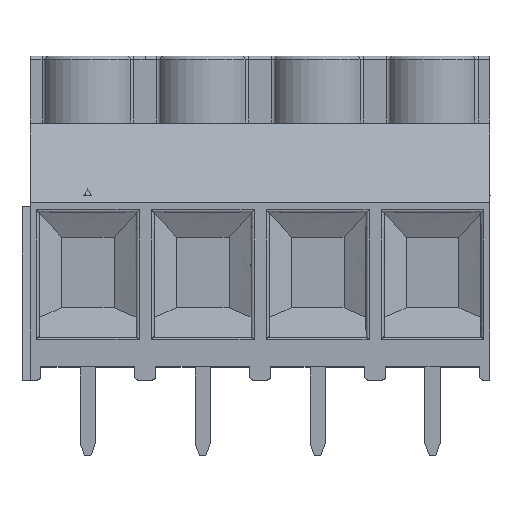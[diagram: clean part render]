
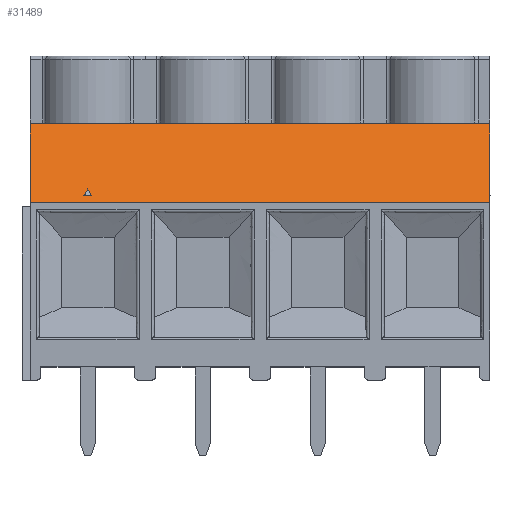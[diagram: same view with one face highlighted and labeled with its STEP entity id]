
A CAD part, top view. The second image highlights one B-rep face of the part: STEP entity #31489.
In plain terms, the highlighted planar face has unit normal (0, 0.454, 0.891).
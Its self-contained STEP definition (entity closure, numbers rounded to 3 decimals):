
#1041 = DIRECTION ( 'NONE',  ( 0., 0.891, -0.454 ) ) ;
#1189 = VERTEX_POINT ( 'NONE', #2502 ) ;
#1373 = CARTESIAN_POINT ( 'NONE',  ( 30.48, 17., 9.5 ) ) ;
#1993 = VECTOR ( 'NONE', #24665, 1000. ) ;
#2428 = ORIENTED_EDGE ( 'NONE', *, *, #29950, .F. ) ;
#2502 = CARTESIAN_POINT ( 'NONE',  ( 0., 11.8, 12.15 ) ) ;
#2565 = LINE ( 'NONE', #20346, #29596 ) ;
#5279 = VECTOR ( 'NONE', #25465, 1000. ) ;
#5526 = EDGE_LOOP ( 'NONE', ( #14827, #17170, #25064, #28262 ) ) ;
#7016 = LINE ( 'NONE', #14587, #1993 ) ;
#7904 = VECTOR ( 'NONE', #20206, 1000. ) ;
#8379 = FACE_OUTER_BOUND ( 'NONE', #5526, .T. ) ;
#8842 = EDGE_CURVE ( 'NONE', #11841, #17836, #7016, .T. ) ;
#9213 = DIRECTION ( 'NONE',  ( -1., 0., 0. ) ) ;
#9553 = LINE ( 'NONE', #17206, #24335 ) ;
#9835 = DIRECTION ( 'NONE',  ( 0., -0.891, 0.454 ) ) ;
#10195 = ORIENTED_EDGE ( 'NONE', *, *, #31173, .F. ) ;
#11279 = CARTESIAN_POINT ( 'NONE',  ( 3.56, 12.245, 11.923 ) ) ;
#11701 = EDGE_CURVE ( 'NONE', #16707, #1189, #28287, .T. ) ;
#11841 = VERTEX_POINT ( 'NONE', #21991 ) ;
#12163 = EDGE_CURVE ( 'NONE', #22910, #1189, #22558, .T. ) ;
#13801 = AXIS2_PLACEMENT_3D ( 'NONE', #1373, #26526, #1041 ) ;
#14132 = VECTOR ( 'NONE', #9213, 1000. ) ;
#14181 = ORIENTED_EDGE ( 'NONE', *, *, #8842, .F. ) ;
#14587 = CARTESIAN_POINT ( 'NONE',  ( 4.06, 12.245, 11.923 ) ) ;
#14827 = ORIENTED_EDGE ( 'NONE', *, *, #12163, .T. ) ;
#15596 = CARTESIAN_POINT ( 'NONE',  ( 30.48, 11.8, 12.15 ) ) ;
#16707 = VERTEX_POINT ( 'NONE', #21452 ) ;
#17170 = ORIENTED_EDGE ( 'NONE', *, *, #11701, .F. ) ;
#17206 = CARTESIAN_POINT ( 'NONE',  ( 3.81, 12.691, 11.696 ) ) ;
#17836 = VERTEX_POINT ( 'NONE', #29421 ) ;
#18475 = FACE_BOUND ( 'NONE', #29943, .T. ) ;
#19033 = EDGE_CURVE ( 'NONE', #28338, #22910, #28868, .T. ) ;
#19175 = CARTESIAN_POINT ( 'NONE',  ( 30.48, 17., 9.5 ) ) ;
#20130 = CARTESIAN_POINT ( 'NONE',  ( 0., 17., 9.5 ) ) ;
#20206 = DIRECTION ( 'NONE',  ( 1., 0., 0. ) ) ;
#20346 = CARTESIAN_POINT ( 'NONE',  ( 30.48, 17., 9.5 ) ) ;
#21452 = CARTESIAN_POINT ( 'NONE',  ( 30.48, 11.8, 12.15 ) ) ;
#21485 = VERTEX_POINT ( 'NONE', #11279 ) ;
#21991 = CARTESIAN_POINT ( 'NONE',  ( 4.06, 12.245, 11.923 ) ) ;
#22558 = LINE ( 'NONE', #24713, #23754 ) ;
#22646 = DIRECTION ( 'NONE',  ( 0., -0.891, 0.454 ) ) ;
#22910 = VERTEX_POINT ( 'NONE', #20130 ) ;
#23754 = VECTOR ( 'NONE', #9835, 1000. ) ;
#24335 = VECTOR ( 'NONE', #27224, 1000. ) ;
#24644 = EDGE_CURVE ( 'NONE', #28338, #16707, #2565, .T. ) ;
#24665 = DIRECTION ( 'NONE',  ( -0.447, 0.797, -0.406 ) ) ;
#24713 = CARTESIAN_POINT ( 'NONE',  ( 0., 17., 9.5 ) ) ;
#25064 = ORIENTED_EDGE ( 'NONE', *, *, #24644, .F. ) ;
#25465 = DIRECTION ( 'NONE',  ( -1., 0., 0. ) ) ;
#26526 = DIRECTION ( 'NONE',  ( 0., -0.454, -0.891 ) ) ;
#27224 = DIRECTION ( 'NONE',  ( -0.447, -0.797, 0.406 ) ) ;
#28262 = ORIENTED_EDGE ( 'NONE', *, *, #19033, .T. ) ;
#28287 = LINE ( 'NONE', #15596, #5279 ) ;
#28338 = VERTEX_POINT ( 'NONE', #28672 ) ;
#28672 = CARTESIAN_POINT ( 'NONE',  ( 30.48, 17., 9.5 ) ) ;
#28868 = LINE ( 'NONE', #19175, #14132 ) ;
#29421 = CARTESIAN_POINT ( 'NONE',  ( 3.81, 12.691, 11.696 ) ) ;
#29593 = LINE ( 'NONE', #29906, #7904 ) ;
#29596 = VECTOR ( 'NONE', #22646, 1000. ) ;
#29906 = CARTESIAN_POINT ( 'NONE',  ( 3.56, 12.245, 11.923 ) ) ;
#29943 = EDGE_LOOP ( 'NONE', ( #14181, #2428, #10195 ) ) ;
#29950 = EDGE_CURVE ( 'NONE', #21485, #11841, #29593, .T. ) ;
#31173 = EDGE_CURVE ( 'NONE', #17836, #21485, #9553, .T. ) ;
#31489 = ADVANCED_FACE ( 'NONE', ( #18475, #8379 ), #31626, .F. ) ;
#31626 = PLANE ( 'NONE',  #13801 ) ;
